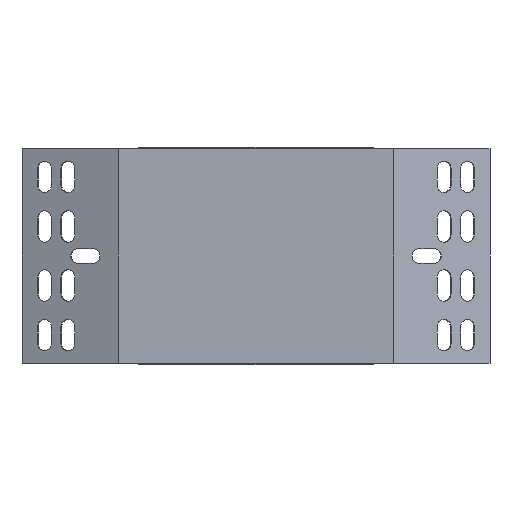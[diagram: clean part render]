
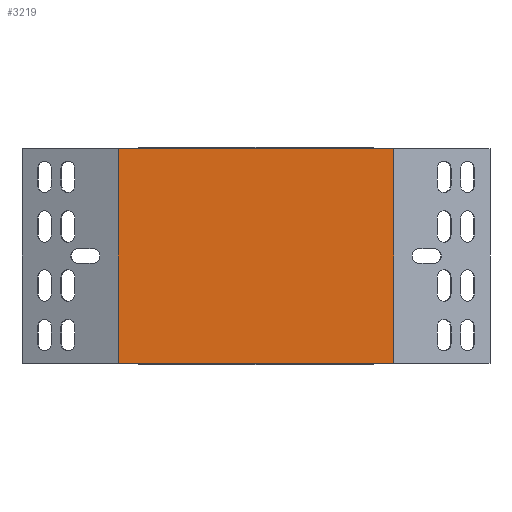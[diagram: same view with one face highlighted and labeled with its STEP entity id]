
A CAD part, front view. The second image highlights one B-rep face of the part: STEP entity #3219.
In plain terms, the highlighted planar face has unit normal (0, -1, 0).
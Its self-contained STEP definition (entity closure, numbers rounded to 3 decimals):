
#258 = VECTOR ( 'NONE', #2958, 1000. ) ;
#291 = LINE ( 'NONE', #3196, #258 ) ;
#364 = EDGE_CURVE ( 'NONE', #3268, #1299, #291, .T. ) ;
#589 = CARTESIAN_POINT ( 'NONE',  ( -87.427, -23.927, -75.8 ) ) ;
#638 = CARTESIAN_POINT ( 'NONE',  ( -87.427, -23.927, 25.8 ) ) ;
#751 = EDGE_CURVE ( 'NONE', #3261, #1684, #5213, .T. ) ;
#943 = EDGE_CURVE ( 'NONE', #1299, #1684, #4555, .T. ) ;
#979 = ORIENTED_EDGE ( 'NONE', *, *, #943, .T. ) ;
#986 = ORIENTED_EDGE ( 'NONE', *, *, #751, .F. ) ;
#991 = ORIENTED_EDGE ( 'NONE', *, *, #1728, .F. ) ;
#1018 = ORIENTED_EDGE ( 'NONE', *, *, #364, .T. ) ;
#1299 = VERTEX_POINT ( 'NONE', #1987 ) ;
#1400 = DIRECTION ( 'NONE',  ( 0., 0., 1. ) ) ;
#1415 = DIRECTION ( 'NONE',  ( 0., 1., 0. ) ) ;
#1510 = CARTESIAN_POINT ( 'NONE',  ( -87.268, -23.927, 25. ) ) ;
#1535 = PLANE ( 'NONE',  #4155 ) ;
#1684 = VERTEX_POINT ( 'NONE', #4392 ) ;
#1728 = EDGE_CURVE ( 'NONE', #3268, #3261, #2226, .T. ) ;
#1987 = CARTESIAN_POINT ( 'NONE',  ( 43.191, -23.927, -75.8 ) ) ;
#2226 = LINE ( 'NONE', #4128, #2293 ) ;
#2293 = VECTOR ( 'NONE', #4117, 1000. ) ;
#2626 = CARTESIAN_POINT ( 'NONE',  ( -88.399, -23.927, 25.8 ) ) ;
#2837 = DIRECTION ( 'NONE',  ( 1., 0., 0. ) ) ;
#2914 = FACE_OUTER_BOUND ( 'NONE', #3130, .T. ) ;
#2958 = DIRECTION ( 'NONE',  ( 1., 0., 0. ) ) ;
#3130 = EDGE_LOOP ( 'NONE', ( #979, #986, #991, #1018 ) ) ;
#3196 = CARTESIAN_POINT ( 'NONE',  ( -88.399, -23.927, -75.8 ) ) ;
#3219 = ADVANCED_FACE ( 'NONE', ( #2914 ), #1535, .F. ) ;
#3261 = VERTEX_POINT ( 'NONE', #638 ) ;
#3268 = VERTEX_POINT ( 'NONE', #589 ) ;
#4117 = DIRECTION ( 'NONE',  ( 0., 0., 1. ) ) ;
#4128 = CARTESIAN_POINT ( 'NONE',  ( -87.427, -23.927, -76.657 ) ) ;
#4155 = AXIS2_PLACEMENT_3D ( 'NONE', #1510, #1415, #1400 ) ;
#4392 = CARTESIAN_POINT ( 'NONE',  ( 43.191, -23.927, 25.8 ) ) ;
#4517 = VECTOR ( 'NONE', #5378, 1000. ) ;
#4555 = LINE ( 'NONE', #5686, #4517 ) ;
#5150 = VECTOR ( 'NONE', #2837, 1000. ) ;
#5213 = LINE ( 'NONE', #2626, #5150 ) ;
#5378 = DIRECTION ( 'NONE',  ( 0., 0., 1. ) ) ;
#5686 = CARTESIAN_POINT ( 'NONE',  ( 43.191, -23.927, -76.657 ) ) ;
